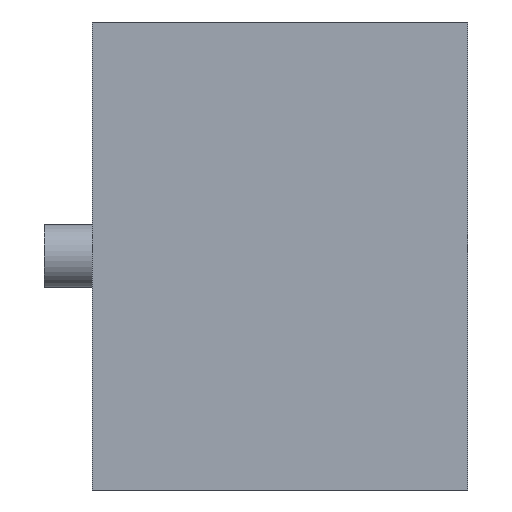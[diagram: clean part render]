
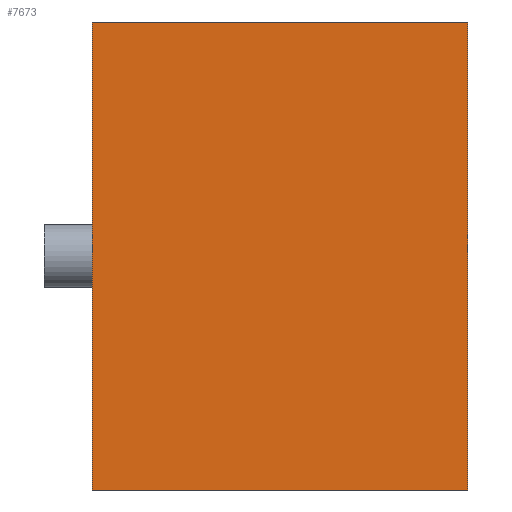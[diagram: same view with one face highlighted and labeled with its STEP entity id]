
A CAD part, left-side view. The second image highlights one B-rep face of the part: STEP entity #7673.
In plain terms, the highlighted planar face has unit normal (-1, 0, 0).
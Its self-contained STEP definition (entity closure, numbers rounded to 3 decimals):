
#238=PLANE('',#8556);
#628=FACE_OUTER_BOUND('',#1034,.T.);
#1034=EDGE_LOOP('',(#7058,#7059,#7060,#7061));
#1731=LINE('',#13223,#2435);
#1734=LINE('',#13229,#2438);
#1737=LINE('',#13235,#2441);
#1740=LINE('',#13239,#2444);
#2435=VECTOR('',#10913,10.);
#2438=VECTOR('',#10918,10.);
#2441=VECTOR('',#10923,10.);
#2444=VECTOR('',#10928,10.);
#3638=VERTEX_POINT('',#13220);
#3639=VERTEX_POINT('',#13222);
#3641=VERTEX_POINT('',#13228);
#3643=VERTEX_POINT('',#13234);
#4775=EDGE_CURVE('',#3639,#3638,#1731,.T.);
#4778=EDGE_CURVE('',#3641,#3639,#1734,.T.);
#4781=EDGE_CURVE('',#3643,#3641,#1737,.T.);
#4784=EDGE_CURVE('',#3638,#3643,#1740,.T.);
#7058=ORIENTED_EDGE('',*,*,#4784,.T.);
#7059=ORIENTED_EDGE('',*,*,#4781,.T.);
#7060=ORIENTED_EDGE('',*,*,#4778,.T.);
#7061=ORIENTED_EDGE('',*,*,#4775,.T.);
#7673=ADVANCED_FACE('',(#628),#238,.T.);
#8556=AXIS2_PLACEMENT_3D('',#13240,#10929,#10930);
#10913=DIRECTION('',(0.,0.,1.));
#10918=DIRECTION('',(0.,-1.,0.));
#10923=DIRECTION('',(0.,0.,-1.));
#10928=DIRECTION('',(0.,1.,0.));
#10929=DIRECTION('center_axis',(-1.,0.,0.));
#10930=DIRECTION('ref_axis',(0.,0.,1.));
#13220=CARTESIAN_POINT('',(-43.776,-11.202,9.932));
#13222=CARTESIAN_POINT('',(-43.776,-11.202,-12.375));
#13223=CARTESIAN_POINT('',(-43.776,-11.202,9.932));
#13228=CARTESIAN_POINT('',(-43.776,6.698,-12.375));
#13229=CARTESIAN_POINT('',(-43.776,6.698,-12.375));
#13234=CARTESIAN_POINT('',(-43.776,6.698,9.932));
#13235=CARTESIAN_POINT('',(-43.776,6.698,9.932));
#13239=CARTESIAN_POINT('',(-43.776,4.198,9.932));
#13240=CARTESIAN_POINT('Origin',(-43.776,-2.252,-1.222));
